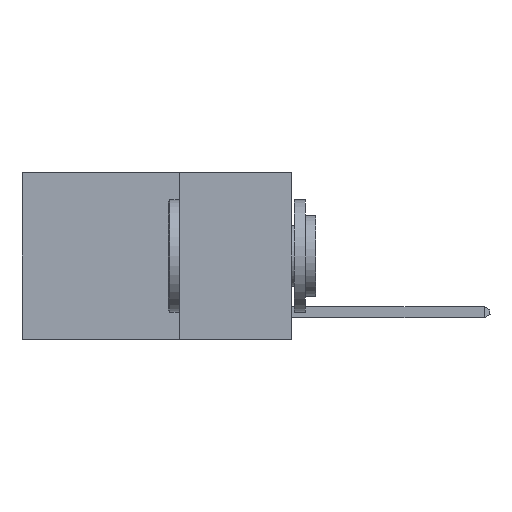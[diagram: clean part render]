
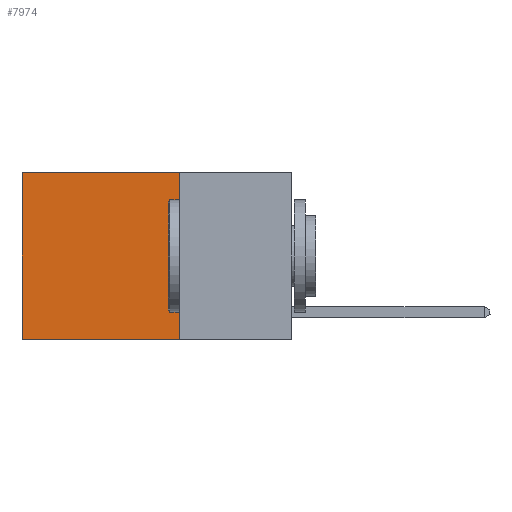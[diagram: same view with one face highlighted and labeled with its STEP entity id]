
A CAD part, left-side view. The second image highlights one B-rep face of the part: STEP entity #7974.
In plain terms, the highlighted planar face has unit normal (-1, 0, 0).
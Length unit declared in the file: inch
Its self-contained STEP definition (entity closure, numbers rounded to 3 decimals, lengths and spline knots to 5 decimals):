
#1146 = DIRECTION ( 'NONE',  ( 0., 0., -1. ) ) ;
#1654 = LINE ( 'NONE', #9645, #11966 ) ;
#1974 = LINE ( 'NONE', #17234, #18389 ) ;
#3403 = ORIENTED_EDGE ( 'NONE', *, *, #8042, .F. ) ;
#3448 = CARTESIAN_POINT ( 'NONE',  ( 0.2625, 0.6, 0. ) ) ;
#4954 = VECTOR ( 'NONE', #5370, 39.37008 ) ;
#5370 = DIRECTION ( 'NONE',  ( 0., 0., -1. ) ) ;
#6123 = EDGE_CURVE ( 'NONE', #9231, #7372, #6257, .T. ) ;
#6257 = LINE ( 'NONE', #15615, #4954 ) ;
#7275 = PLANE ( 'NONE',  #19536 ) ;
#7372 = VERTEX_POINT ( 'NONE', #21930 ) ;
#7866 = VERTEX_POINT ( 'NONE', #9105 ) ;
#7974 = ADVANCED_FACE ( 'NONE', ( #19374 ), #7275, .F. ) ;
#8042 = EDGE_CURVE ( 'NONE', #8629, #7866, #1654, .T. ) ;
#8316 = EDGE_CURVE ( 'NONE', #8629, #9231, #21961, .T. ) ;
#8629 = VERTEX_POINT ( 'NONE', #25760 ) ;
#9005 = DIRECTION ( 'NONE',  ( 0., 1., 0. ) ) ;
#9105 = CARTESIAN_POINT ( 'NONE',  ( 0.2625, 0.25, -0.37 ) ) ;
#9231 = VERTEX_POINT ( 'NONE', #3448 ) ;
#9645 = CARTESIAN_POINT ( 'NONE',  ( 0.2625, 0.25, 0. ) ) ;
#11966 = VECTOR ( 'NONE', #19901, 39.37008 ) ;
#12473 = DIRECTION ( 'NONE',  ( 0., 1., 0. ) ) ;
#12998 = ORIENTED_EDGE ( 'NONE', *, *, #20110, .F. ) ;
#13466 = DIRECTION ( 'NONE',  ( 1., 0., 0. ) ) ;
#15615 = CARTESIAN_POINT ( 'NONE',  ( 0.2625, 0.6, 0. ) ) ;
#16498 = CARTESIAN_POINT ( 'NONE',  ( 0.2625, 0.25, 0. ) ) ;
#17234 = CARTESIAN_POINT ( 'NONE',  ( 0.2625, 0.25, -0.37 ) ) ;
#18389 = VECTOR ( 'NONE', #9005, 39.37008 ) ;
#18657 = EDGE_LOOP ( 'NONE', ( #24841, #12998, #3403, #24388 ) ) ;
#19374 = FACE_OUTER_BOUND ( 'NONE', #18657, .T. ) ;
#19536 = AXIS2_PLACEMENT_3D ( 'NONE', #21711, #13466, #1146 ) ;
#19901 = DIRECTION ( 'NONE',  ( 0., 0., -1. ) ) ;
#20110 = EDGE_CURVE ( 'NONE', #7866, #7372, #1974, .T. ) ;
#21711 = CARTESIAN_POINT ( 'NONE',  ( 0.2625, 0.25, 0. ) ) ;
#21930 = CARTESIAN_POINT ( 'NONE',  ( 0.2625, 0.6, -0.37 ) ) ;
#21961 = LINE ( 'NONE', #16498, #26166 ) ;
#24388 = ORIENTED_EDGE ( 'NONE', *, *, #8316, .T. ) ;
#24841 = ORIENTED_EDGE ( 'NONE', *, *, #6123, .T. ) ;
#25760 = CARTESIAN_POINT ( 'NONE',  ( 0.2625, 0.25, 0. ) ) ;
#26166 = VECTOR ( 'NONE', #12473, 39.37008 ) ;
